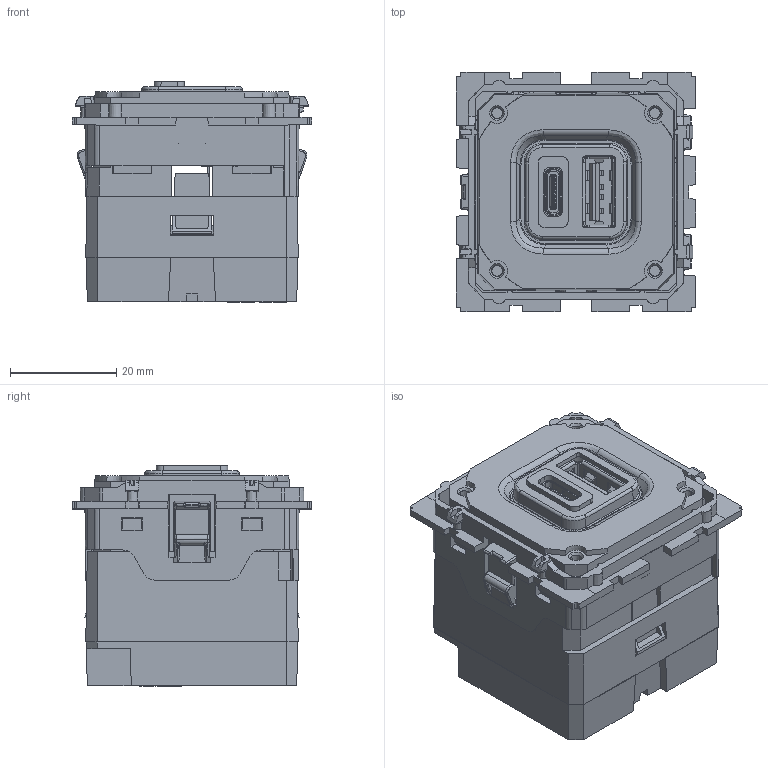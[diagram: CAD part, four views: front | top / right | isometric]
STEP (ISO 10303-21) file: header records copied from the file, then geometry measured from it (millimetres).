
FILE_DESCRIPTION(('CATIA V5 STEP Exchange','CAx-IF Rec.Pracs.--- Model Styling and Organization---1.5--- 2016-08-15','CAx-IF Rec.Pracs.---Supplemental Geometry---1.0---2011-11-01','CAx-IF Rec.Pracs.--- Composite Materials ---1.1---2010-07-15'),'2;1');
FILE_NAME('CM0153 _AllCATPart.stp','2024-03-25T09:27:35+00:00',('none'),('none'),'CATIA Version 5-6 Release 2020 SP3','CATIA V5 STEP AP214 v2','none');
FILE_SCHEMA(('AUTOMOTIVE_DESIGN { 1 0 10303 214 1 1 1 1 }'));
Products named in the file (1): CM0153 _AllCATPart
Bounding box: 45.05 x 45.05 x 41.6 mm (x, y, z)
Volume: 16463.2 mm3; surface area: 27659.3 mm2
Topology: 7 solids, 20 shells, 3048 faces, 8612 edges, 5551 vertices
Faces by surface type: plane 2169, cylinder 534, cone 147, bspline 84, torus 72, sphere 36, extrusion 6
Entity records: 104837 total; most frequent: CARTESIAN_POINT 30611, ORIENTED_EDGE 17188, DIRECTION 12363, EDGE_CURVE 8594, VECTOR 6012, LINE 6006, VERTEX_POINT 5551, AXIS2_PLACEMENT_3D 3668
